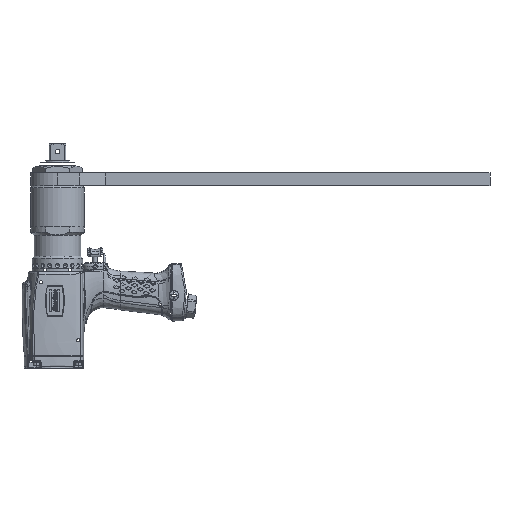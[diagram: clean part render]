
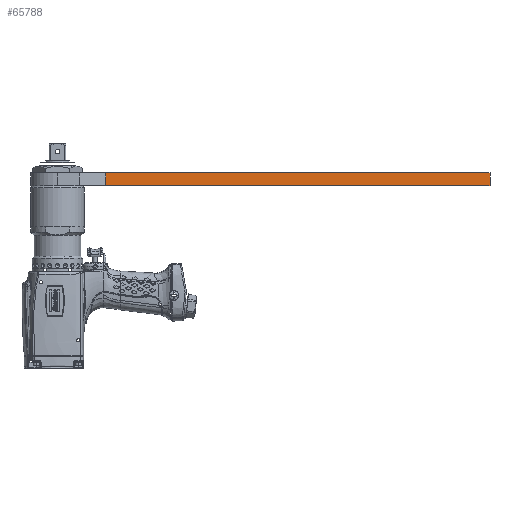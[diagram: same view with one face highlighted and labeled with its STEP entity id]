
A CAD part, left-side view. The second image highlights one B-rep face of the part: STEP entity #65788.
In plain terms, the highlighted planar face has unit normal (-1, 0, 0).
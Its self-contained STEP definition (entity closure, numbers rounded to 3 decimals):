
#62921=DIRECTION('',(0.,-1.,0.));
#62922=VECTOR('',#62921,444.);
#62923=CARTESIAN_POINT('',(-20.,-12.5,96.));
#62924=LINE('',#62923,#62922);
#63749=DIRECTION('',(0.,0.,1.));
#63750=VECTOR('',#63749,15.);
#63751=CARTESIAN_POINT('',(-20.,-456.5,96.));
#63752=LINE('',#63751,#63750);
#63753=DIRECTION('',(0.,0.,1.));
#63754=VECTOR('',#63753,15.);
#63755=CARTESIAN_POINT('',(-20.,-12.5,96.));
#63756=LINE('',#63755,#63754);
#63786=DIRECTION('',(0.,-1.,0.));
#63787=VECTOR('',#63786,444.);
#63788=CARTESIAN_POINT('',(-20.,-12.5,111.));
#63789=LINE('',#63788,#63787);
#64596=CARTESIAN_POINT('',(-20.,-12.5,96.));
#64597=VERTEX_POINT('',#64596);
#64598=CARTESIAN_POINT('',(-20.,-456.5,96.));
#64599=VERTEX_POINT('',#64598);
#64612=CARTESIAN_POINT('',(-20.,-12.5,111.));
#64613=VERTEX_POINT('',#64612);
#64614=CARTESIAN_POINT('',(-20.,-456.5,111.));
#64615=VERTEX_POINT('',#64614);
#65775=CARTESIAN_POINT('',(-20.,-12.5,96.));
#65776=DIRECTION('',(-1.,0.,0.));
#65777=DIRECTION('',(0.,-1.,0.));
#65778=AXIS2_PLACEMENT_3D('',#65775,#65776,#65777);
#65779=PLANE('',#65778);
#65780=ORIENTED_EDGE('',*,*,#65337,.F.);
#65782=ORIENTED_EDGE('',*,*,#65781,.T.);
#65784=ORIENTED_EDGE('',*,*,#65783,.T.);
#65785=ORIENTED_EDGE('',*,*,#65767,.F.);
#65786=EDGE_LOOP('',(#65780,#65782,#65784,#65785));
#65787=FACE_OUTER_BOUND('',#65786,.F.);
#65788=ADVANCED_FACE('',(#65787),#65779,.T.);
#65337=EDGE_CURVE('',#64597,#64599,#62924,.T.);
#65767=EDGE_CURVE('',#64599,#64615,#63752,.T.);
#65781=EDGE_CURVE('',#64597,#64613,#63756,.T.);
#65783=EDGE_CURVE('',#64613,#64615,#63789,.T.);
